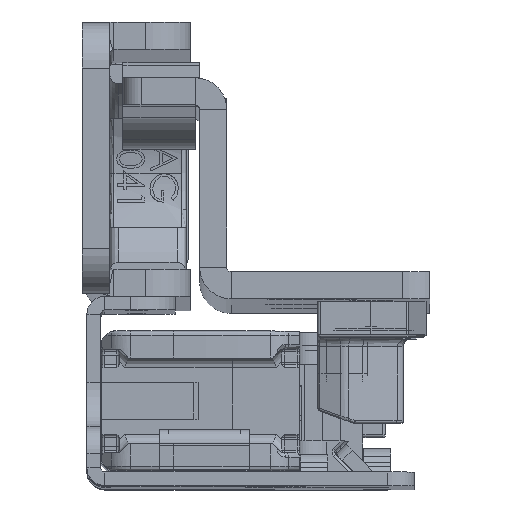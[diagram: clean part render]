
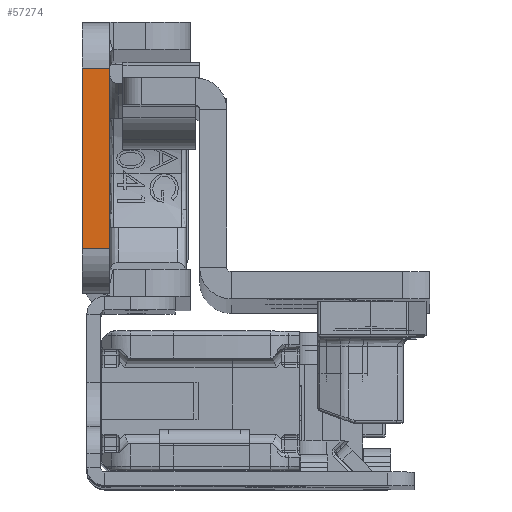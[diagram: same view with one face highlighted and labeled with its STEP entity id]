
A CAD part, top view. The second image highlights one B-rep face of the part: STEP entity #57274.
In plain terms, the highlighted planar face has unit normal (0, 0, 1).
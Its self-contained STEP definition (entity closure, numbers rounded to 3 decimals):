
#11 = ORIENTED_EDGE ( 'NONE', *, *, #32804, .F. ) ;
#1147 = CARTESIAN_POINT ( 'NONE',  ( 3., -10., 0. ) ) ;
#1779 = LINE ( 'NONE', #62850, #12031 ) ;
#6435 = VERTEX_POINT ( 'NONE', #56312 ) ;
#7508 = VECTOR ( 'NONE', #8512, 1000. ) ;
#8018 = DIRECTION ( 'NONE',  ( -1., 0., 0. ) ) ;
#8512 = DIRECTION ( 'NONE',  ( 0., -1., 0. ) ) ;
#10079 = VECTOR ( 'NONE', #49863, 1000. ) ;
#10577 = DIRECTION ( 'NONE',  ( 0., 0., -1. ) ) ;
#12031 = VECTOR ( 'NONE', #8018, 1000. ) ;
#16078 = CARTESIAN_POINT ( 'NONE',  ( 3., -22.5, 0. ) ) ;
#16258 = ORIENTED_EDGE ( 'NONE', *, *, #45623, .T. ) ;
#22244 = EDGE_CURVE ( 'NONE', #63438, #69928, #40977, .T. ) ;
#32212 = CARTESIAN_POINT ( 'NONE',  ( 0., 10., 0. ) ) ;
#32804 = EDGE_CURVE ( 'NONE', #34759, #69928, #1779, .T. ) ;
#32866 = DIRECTION ( 'NONE',  ( -1., 0., 0. ) ) ;
#34759 = VERTEX_POINT ( 'NONE', #1147 ) ;
#37921 = CARTESIAN_POINT ( 'NONE',  ( 0., -10., 0. ) ) ;
#38906 = LINE ( 'NONE', #39267, #10079 ) ;
#39267 = CARTESIAN_POINT ( 'NONE',  ( 3., 10., 0. ) ) ;
#40977 = LINE ( 'NONE', #57410, #50374 ) ;
#43859 = FACE_OUTER_BOUND ( 'NONE', #61151, .T. ) ;
#45623 = EDGE_CURVE ( 'NONE', #6435, #63438, #38906, .T. ) ;
#48793 = ORIENTED_EDGE ( 'NONE', *, *, #56764, .F. ) ;
#49863 = DIRECTION ( 'NONE',  ( -1., 0., 0. ) ) ;
#50374 = VECTOR ( 'NONE', #64336, 1000. ) ;
#56312 = CARTESIAN_POINT ( 'NONE',  ( 3., 10., 0. ) ) ;
#56629 = AXIS2_PLACEMENT_3D ( 'NONE', #16078, #10577, #32866 ) ;
#56764 = EDGE_CURVE ( 'NONE', #6435, #34759, #63338, .T. ) ;
#57274 = ADVANCED_FACE ( 'NONE', ( #43859 ), #66124, .F. ) ;
#57410 = CARTESIAN_POINT ( 'NONE',  ( 0., -22.5, 0. ) ) ;
#58237 = CARTESIAN_POINT ( 'NONE',  ( 3., -22.5, 0. ) ) ;
#61151 = EDGE_LOOP ( 'NONE', ( #11, #48793, #16258, #69274 ) ) ;
#62850 = CARTESIAN_POINT ( 'NONE',  ( 3., -10., 0. ) ) ;
#63338 = LINE ( 'NONE', #58237, #7508 ) ;
#63438 = VERTEX_POINT ( 'NONE', #32212 ) ;
#64336 = DIRECTION ( 'NONE',  ( 0., -1., 0. ) ) ;
#66124 = PLANE ( 'NONE',  #56629 ) ;
#69274 = ORIENTED_EDGE ( 'NONE', *, *, #22244, .T. ) ;
#69928 = VERTEX_POINT ( 'NONE', #37921 ) ;
